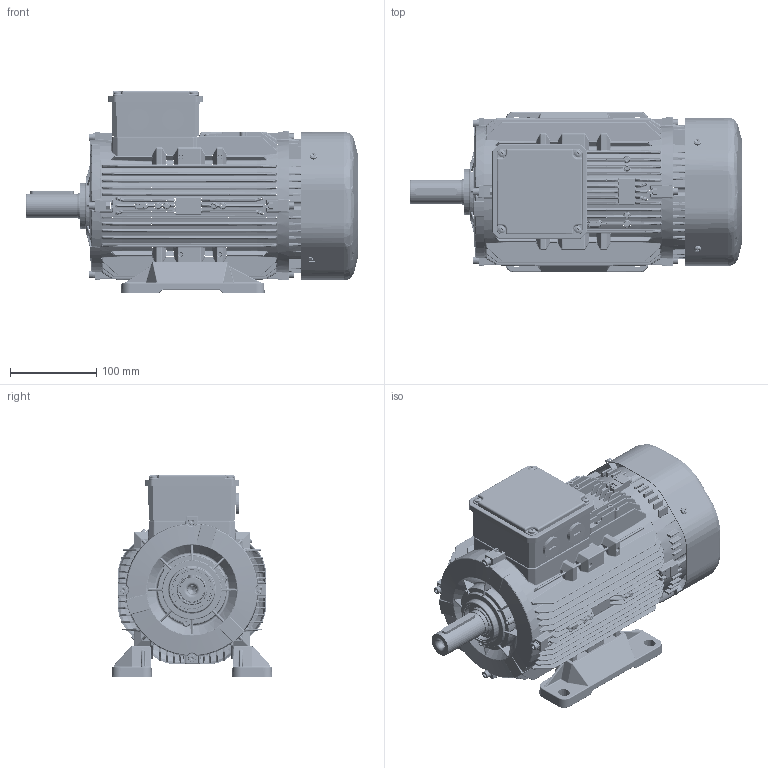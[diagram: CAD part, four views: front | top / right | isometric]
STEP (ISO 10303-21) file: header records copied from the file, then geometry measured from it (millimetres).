
FILE_DESCRIPTION(/* description */ (''),/* implementation_level */ '2;1');
FILE_NAME(/* name */ '_QHS Series_ 100_B3 DEEP COVER_stp.stp',/* time_stamp */ '2024-07-29T14:18:28+03:00',/* author */ (''),/* organization */ (''),/* preprocessor_version */ 'ST-DEVELOPER v18.102',/* originating_system */ 'SIEMENS PLM Software NX2206.8101',/* authorisation */ '');
FILE_SCHEMA (('AUTOMOTIVE_DESIGN { 1 0 10303 214 3 1 1 1 }'));
Products named in the file (1): _QHS Series_ 100_B3 DEEP COVER_stp_objects
Bounding box: 383.94 x 185.81 x 234.05 mm (x, y, z)
Surface area: 718649.9 mm2 (no closed solid volume)
Topology: 0 solids, 137 shells, 7129 faces, 22519 edges, 14467 vertices
Faces by surface type: cylinder 3180, plane 1791, torus 1298, bspline 483, cone 229, sphere 142, revolution 6
Full cylindrical faces by diameter (mm): 3.5 x3, 5 x4, 8 x7, 8.5 x8, 9.3 x4, 9.874 x1, 10.5 x1, 25 x2, 27.5 x1, 27.6 x1, 28 x1, 30 x1
Entity records: 268763 total; most frequent: CARTESIAN_POINT 95521, ORIENTED_EDGE 35316, DIRECTION 30394, EDGE_CURVE 22148, VERTEX_POINT 14401, AXIS2_PLACEMENT_3D 11474, B_SPLINE_CURVE_WITH_KNOTS 9594, EDGE_LOOP 7493
